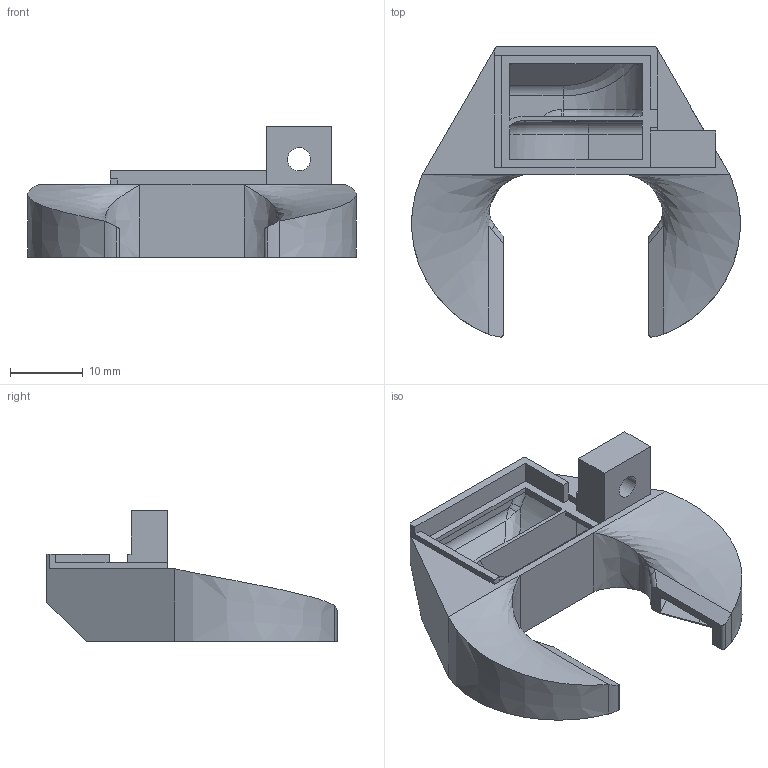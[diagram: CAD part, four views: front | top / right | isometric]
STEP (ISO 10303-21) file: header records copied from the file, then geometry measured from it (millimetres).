
FILE_DESCRIPTION(/* description */ (''),/* implementation_level */ '2;1');
FILE_NAME(/* name */ 'RHD_nozzle_0_for_Prusa_stock_extruder.stp',/* time_stamp */ '2019-02-20T14:30:49+01:00',/* author */ ('RH'),/* organization */ (''),/* preprocessor_version */ 'ST-DEVELOPER v16.5',/* originating_system */ 'Autodesk Inventor 2017',/* authorisation */ '');
FILE_SCHEMA (('AUTOMOTIVE_DESIGN { 1 0 10303 214 3 1 1 }'));
Length unit declared in the file: millimetre
Products named in the file (1): Bear_nozzle_0
Bounding box: 45.31 x 39.97 x 18 mm (x, y, z)
Volume: 3765.3 mm3; surface area: 6142.2 mm2
Topology: 1 solids, 1 shells, 238 faces, 652 edges, 418 vertices
Faces by surface type: plane 124, bspline 69, cylinder 37, torus 8
Full cylindrical faces by diameter (mm): 3.2 x1, 6 x1
Entity records: 9080 total; most frequent: CARTESIAN_POINT 3366, ORIENTED_EDGE 1296, DIRECTION 994, EDGE_CURVE 647, VERTEX_POINT 418, LINE 380, VECTOR 380, AXIS2_PLACEMENT_3D 307
